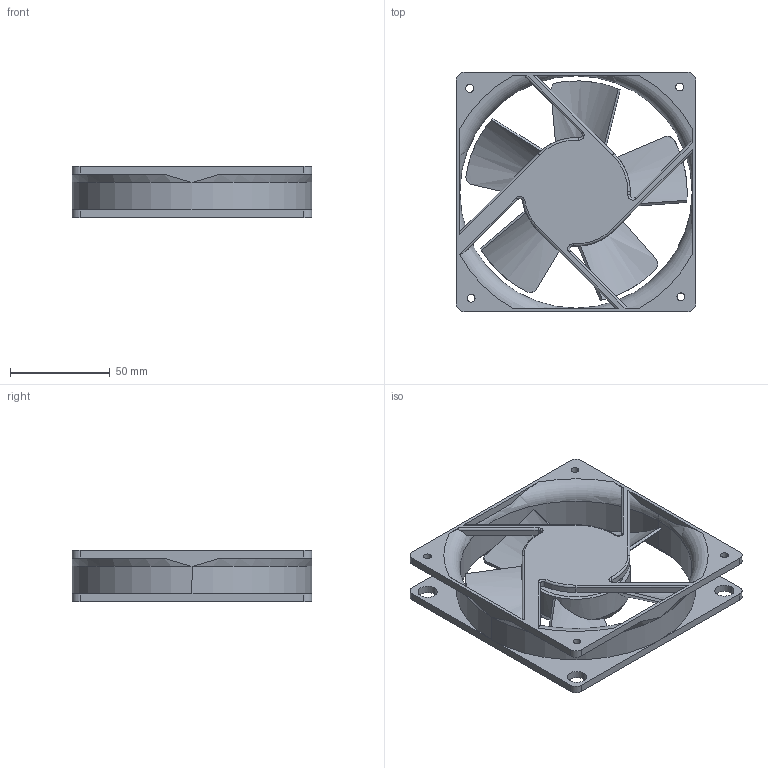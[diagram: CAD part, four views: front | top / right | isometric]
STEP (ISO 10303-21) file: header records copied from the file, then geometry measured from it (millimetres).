
FILE_DESCRIPTION (( 'STEP AP214' ), '1' );
FILE_NAME ('SUNON Fan Assembly.STEP', '2013-01-15T05:11:35', ( '' ), ( '' ), 'SwSTEP 2.0', 'SolidWorks 2010', 'Andrew Rabbitt', '' );
FILE_SCHEMA (( 'AUTOMOTIVE_DESIGN' ));
Length unit declared in the file: millimetre
Products named in the file (3): Fan Housing; Fan; SUNON Fan Assembly
Assembly tree (2 placements, depth 2):
  SUNON Fan Assembly
    Fan
    Fan Housing
Bounding box: 119.8 x 119.8 x 25.6 mm (x, y, z)
Volume: 63038.3 mm3; surface area: 60233.2 mm2
Topology: 2 solids, 2 shells, 161 faces, 439 edges, 280 vertices
Faces by surface type: plane 58, cylinder 57, bspline 25, torus 16, cone 5
Entity records: 6247 total; most frequent: CARTESIAN_POINT 2197, ORIENTED_EDGE 878, DIRECTION 765, EDGE_CURVE 439, AXIS2_PLACEMENT_3D 294, VERTEX_POINT 280, EDGE_LOOP 183, LINE 177
